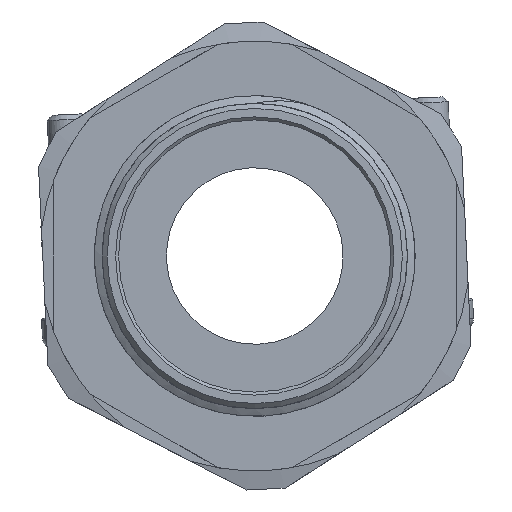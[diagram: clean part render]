
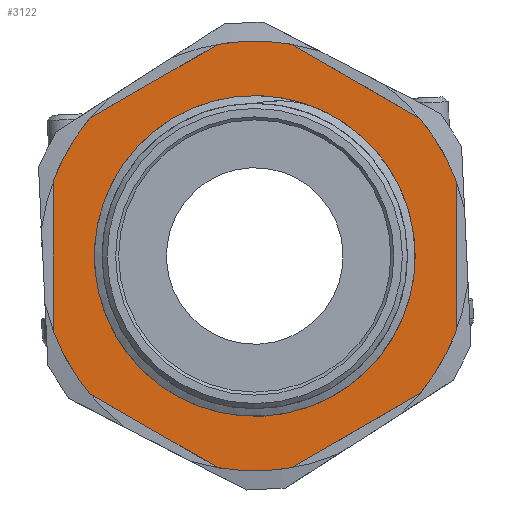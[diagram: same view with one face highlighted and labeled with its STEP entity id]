
A CAD part, left-side view. The second image highlights one B-rep face of the part: STEP entity #3122.
In plain terms, the highlighted planar face has unit normal (-1, 0, 0).
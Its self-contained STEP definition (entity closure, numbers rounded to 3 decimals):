
#150=FACE_BOUND('',#708,.T.);
#151=FACE_BOUND('',#709,.T.);
#363=PLANE('',#3386);
#708=EDGE_LOOP('',(#2552));
#709=EDGE_LOOP('',(#2553,#2554,#2555,#2556,#2557,#2558,#2559,#2560,#2561,
#2562,#2563,#2564));
#939=LINE('',#15485,#1144);
#942=LINE('',#15496,#1147);
#945=LINE('',#15507,#1150);
#948=LINE('',#15518,#1153);
#951=LINE('',#15529,#1156);
#954=LINE('',#15540,#1159);
#1144=VECTOR('',#3928,14.713);
#1147=VECTOR('',#3933,14.713);
#1150=VECTOR('',#3938,14.713);
#1153=VECTOR('',#3943,14.713);
#1156=VECTOR('',#3948,14.713);
#1159=VECTOR('',#3953,14.713);
#1285=CIRCLE('',#3352,15.139);
#1291=CIRCLE('',#3370,21.31);
#1292=CIRCLE('',#3372,21.31);
#1294=CIRCLE('',#3375,21.31);
#1297=CIRCLE('',#3379,21.31);
#1299=CIRCLE('',#3382,21.31);
#1300=CIRCLE('',#3384,21.31);
#1488=VERTEX_POINT('',#15467);
#1493=VERTEX_POINT('',#15483);
#1494=VERTEX_POINT('',#15484);
#1497=VERTEX_POINT('',#15494);
#1498=VERTEX_POINT('',#15495);
#1501=VERTEX_POINT('',#15505);
#1502=VERTEX_POINT('',#15506);
#1505=VERTEX_POINT('',#15516);
#1506=VERTEX_POINT('',#15517);
#1509=VERTEX_POINT('',#15527);
#1510=VERTEX_POINT('',#15528);
#1513=VERTEX_POINT('',#15538);
#1514=VERTEX_POINT('',#15539);
#1859=EDGE_CURVE('',#1488,#1488,#1285,.T.);
#1864=EDGE_CURVE('',#1493,#1494,#939,.T.);
#1868=EDGE_CURVE('',#1497,#1498,#942,.T.);
#1872=EDGE_CURVE('',#1501,#1502,#945,.T.);
#1876=EDGE_CURVE('',#1505,#1506,#948,.T.);
#1880=EDGE_CURVE('',#1509,#1510,#951,.T.);
#1884=EDGE_CURVE('',#1513,#1514,#954,.T.);
#1889=EDGE_CURVE('',#1513,#1506,#1291,.T.);
#1890=EDGE_CURVE('',#1505,#1510,#1292,.T.);
#1892=EDGE_CURVE('',#1501,#1514,#1294,.T.);
#1895=EDGE_CURVE('',#1509,#1498,#1297,.T.);
#1897=EDGE_CURVE('',#1497,#1494,#1299,.T.);
#1898=EDGE_CURVE('',#1493,#1502,#1300,.T.);
#2552=ORIENTED_EDGE('',*,*,#1859,.T.);
#2553=ORIENTED_EDGE('',*,*,#1864,.T.);
#2554=ORIENTED_EDGE('',*,*,#1897,.F.);
#2555=ORIENTED_EDGE('',*,*,#1868,.T.);
#2556=ORIENTED_EDGE('',*,*,#1895,.F.);
#2557=ORIENTED_EDGE('',*,*,#1880,.T.);
#2558=ORIENTED_EDGE('',*,*,#1890,.F.);
#2559=ORIENTED_EDGE('',*,*,#1876,.T.);
#2560=ORIENTED_EDGE('',*,*,#1889,.F.);
#2561=ORIENTED_EDGE('',*,*,#1884,.T.);
#2562=ORIENTED_EDGE('',*,*,#1892,.F.);
#2563=ORIENTED_EDGE('',*,*,#1872,.T.);
#2564=ORIENTED_EDGE('',*,*,#1898,.F.);
#3122=ADVANCED_FACE('',(#150,#151),#363,.T.);
#3352=AXIS2_PLACEMENT_3D('',#15468,#3906,#3907);
#3370=AXIS2_PLACEMENT_3D('',#15550,#3960,#3961);
#3372=AXIS2_PLACEMENT_3D('',#15552,#3964,#3965);
#3375=AXIS2_PLACEMENT_3D('',#15555,#3970,#3971);
#3379=AXIS2_PLACEMENT_3D('',#15559,#3978,#3979);
#3382=AXIS2_PLACEMENT_3D('',#15562,#3984,#3985);
#3384=AXIS2_PLACEMENT_3D('',#15564,#3988,#3989);
#3386=AXIS2_PLACEMENT_3D('',#15566,#3992,#3993);
#3906=DIRECTION('center_axis',(1.,0.,0.));
#3907=DIRECTION('ref_axis',(0.,0.,-1.));
#3928=DIRECTION('',(0.,0.,-1.));
#3933=DIRECTION('',(0.,-0.866,-0.5));
#3938=DIRECTION('',(0.,0.866,-0.5));
#3943=DIRECTION('',(0.,0.,1.));
#3948=DIRECTION('',(0.,-0.866,0.5));
#3953=DIRECTION('',(0.,0.866,0.5));
#3960=DIRECTION('center_axis',(1.,0.,0.));
#3961=DIRECTION('ref_axis',(0.,0.,-1.));
#3964=DIRECTION('center_axis',(1.,0.,0.));
#3965=DIRECTION('ref_axis',(0.,0.,-1.));
#3970=DIRECTION('center_axis',(1.,0.,0.));
#3971=DIRECTION('ref_axis',(0.,0.,-1.));
#3978=DIRECTION('center_axis',(1.,0.,0.));
#3979=DIRECTION('ref_axis',(0.,0.,-1.));
#3984=DIRECTION('center_axis',(1.,0.,0.));
#3985=DIRECTION('ref_axis',(0.,0.,-1.));
#3988=DIRECTION('center_axis',(1.,0.,0.));
#3989=DIRECTION('ref_axis',(0.,0.,-1.));
#3992=DIRECTION('center_axis',(-1.,0.,0.));
#3993=DIRECTION('ref_axis',(0.,0.,1.));
#15467=CARTESIAN_POINT('',(-16.5,15.139,0.));
#15468=CARTESIAN_POINT('Origin',(-16.5,0.,0.));
#15483=CARTESIAN_POINT('',(-16.5,20.,7.356));
#15484=CARTESIAN_POINT('',(-16.5,20.,-7.356));
#15485=CARTESIAN_POINT('',(-16.5,20.,3.678));
#15494=CARTESIAN_POINT('',(-16.5,16.371,-13.642));
#15495=CARTESIAN_POINT('',(-16.5,3.629,-20.999));
#15496=CARTESIAN_POINT('',(-16.5,21.177,-10.868));
#15505=CARTESIAN_POINT('',(-16.5,3.629,20.999));
#15506=CARTESIAN_POINT('',(-16.5,16.371,13.642));
#15507=CARTESIAN_POINT('',(-16.5,14.806,14.546));
#15516=CARTESIAN_POINT('',(-16.5,-20.,-7.356));
#15517=CARTESIAN_POINT('',(-16.5,-20.,7.356));
#15518=CARTESIAN_POINT('',(-16.5,-20.,-3.678));
#15527=CARTESIAN_POINT('',(-16.5,-3.629,-20.999));
#15528=CARTESIAN_POINT('',(-16.5,-16.371,-13.642));
#15529=CARTESIAN_POINT('',(-16.5,1.177,-23.773));
#15538=CARTESIAN_POINT('',(-16.5,-16.371,13.642));
#15539=CARTESIAN_POINT('',(-16.5,-3.629,20.999));
#15540=CARTESIAN_POINT('',(-16.5,-5.194,20.095));
#15550=CARTESIAN_POINT('Origin',(-16.5,0.,0.));
#15552=CARTESIAN_POINT('Origin',(-16.5,0.,0.));
#15555=CARTESIAN_POINT('Origin',(-16.5,0.,0.));
#15559=CARTESIAN_POINT('Origin',(-16.5,0.,0.));
#15562=CARTESIAN_POINT('Origin',(-16.5,0.,0.));
#15564=CARTESIAN_POINT('Origin',(-16.5,0.,0.));
#15566=CARTESIAN_POINT('Origin',(-16.5,21.31,0.));
